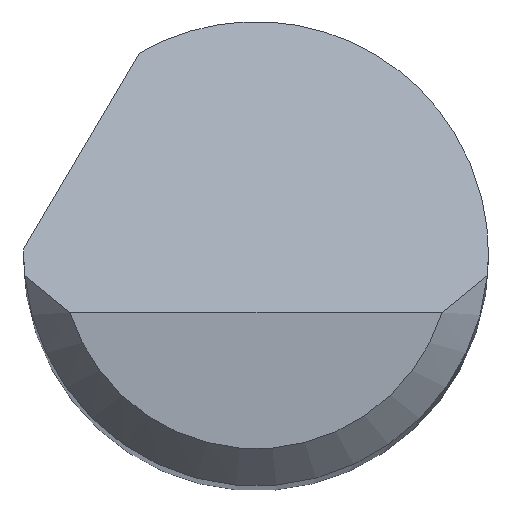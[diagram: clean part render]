
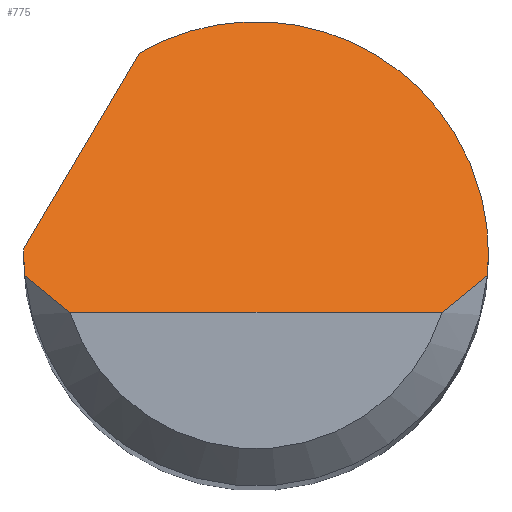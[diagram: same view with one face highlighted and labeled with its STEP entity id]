
A CAD part, top view. The second image highlights one B-rep face of the part: STEP entity #775.
In plain terms, the highlighted planar face has unit normal (0, 0.707, 0.707).
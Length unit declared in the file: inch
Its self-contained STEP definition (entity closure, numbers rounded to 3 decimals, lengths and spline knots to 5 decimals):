
#21 = EDGE_CURVE ( 'NONE', #765, #701, #204, .T. ) ;
#23 =( BOUNDED_CURVE ( )  B_SPLINE_CURVE ( 3, ( #654, #531, #178, #614 ),
 .UNSPECIFIED., .F., .F. ) 
 B_SPLINE_CURVE_WITH_KNOTS ( ( 4, 4 ),
 ( 4.71239, 4.73372 ),
 .UNSPECIFIED. ) 
 CURVE ( )  GEOMETRIC_REPRESENTATION_ITEM ( )  RATIONAL_B_SPLINE_CURVE ( ( 1., 1., 1., 1. ) ) 
 REPRESENTATION_ITEM ( '' )  );
#38 = CARTESIAN_POINT ( 'NONE',  ( 0., -0.02375, 1.5 ) ) ;
#51 = CARTESIAN_POINT ( 'NONE',  ( -0.09334, -0.00875, 1.485 ) ) ;
#70 = VERTEX_POINT ( 'NONE', #51 ) ;
#75 = CARTESIAN_POINT ( 'NONE',  ( 0.02324, 0.12193, 1.35432 ) ) ;
#90 = CARTESIAN_POINT ( 'NONE',  ( -0.08761, -0.01397, 1.49022 ) ) ;
#92 = CARTESIAN_POINT ( 'NONE',  ( 0.08761, -0.01397, 1.49022 ) ) ;
#105 = CARTESIAN_POINT ( 'NONE',  ( -0.09361, -0.00584, 1.48209 ) ) ;
#110 = CARTESIAN_POINT ( 'NONE',  ( -0.09375, 0., 1.47625 ) ) ;
#132 = CARTESIAN_POINT ( 'NONE',  ( -0.09375, -0.02375, 1.5 ) ) ;
#137 = VECTOR ( 'NONE', #785, 39.37008 ) ;
#139 = CARTESIAN_POINT ( 'NONE',  ( -0.0471, 0.08106, 1.39519 ) ) ;
#150 = LINE ( 'NONE', #400, #836 ) ;
#171 = CARTESIAN_POINT ( 'NONE',  ( -0.09334, -0.00875, 1.485 ) ) ;
#172 = EDGE_CURVE ( 'NONE', #511, #486, #655, .T. ) ;
#176 = CARTESIAN_POINT ( 'NONE',  ( 0.07508, -0.02375, 1.5 ) ) ;
#178 = CARTESIAN_POINT ( 'NONE',  ( -0.09374, 0.00133, 1.47492 ) ) ;
#191 = ORIENTED_EDGE ( 'NONE', *, *, #493, .F. ) ;
#204 =( BOUNDED_CURVE ( )  B_SPLINE_CURVE ( 3, ( #139, #75, #588, #768 ),
 .UNSPECIFIED., .F., .T. ) 
 B_SPLINE_CURVE_WITH_KNOTS ( ( 4, 4 ),
 ( 5.75677, 7.85398 ),
 .UNSPECIFIED. ) 
 CURVE ( )  GEOMETRIC_REPRESENTATION_ITEM ( )  RATIONAL_B_SPLINE_CURVE ( ( 1., 0.666, 0.666, 1. ) ) 
 REPRESENTATION_ITEM ( '' )  );
#234 = ORIENTED_EDGE ( 'NONE', *, *, #509, .F. ) ;
#254 = CARTESIAN_POINT ( 'NONE',  ( 0.09334, -0.00875, 1.485 ) ) ;
#258 = FACE_OUTER_BOUND ( 'NONE', #711, .T. ) ;
#260 = ORIENTED_EDGE ( 'NONE', *, *, #435, .T. ) ;
#262 = ORIENTED_EDGE ( 'NONE', *, *, #746, .F. ) ;
#285 =( BOUNDED_CURVE ( )  B_SPLINE_CURVE ( 3, ( #171, #105, #359, #110 ),
 .UNSPECIFIED., .F., .T. ) 
 B_SPLINE_CURVE_WITH_KNOTS ( ( 4, 4 ),
 ( 4.61892, 4.71239 ),
 .UNSPECIFIED. ) 
 CURVE ( )  GEOMETRIC_REPRESENTATION_ITEM ( )  RATIONAL_B_SPLINE_CURVE ( ( 1., 0.999, 0.999, 1. ) ) 
 REPRESENTATION_ITEM ( '' )  );
#305 = ORIENTED_EDGE ( 'NONE', *, *, #21, .F. ) ;
#326 = EDGE_CURVE ( 'NONE', #376, #765, #150, .T. ) ;
#327 = CARTESIAN_POINT ( 'NONE',  ( 0.09361, -0.00584, 1.48209 ) ) ;
#333 = AXIS2_PLACEMENT_3D ( 'NONE', #132, #577, #395 ) ;
#343 = CARTESIAN_POINT ( 'NONE',  ( -0.07508, -0.02375, 1.5 ) ) ;
#359 = CARTESIAN_POINT ( 'NONE',  ( -0.09375, -0.00292, 1.47917 ) ) ;
#363 = CARTESIAN_POINT ( 'NONE',  ( 0.07508, -0.02375, 1.5 ) ) ;
#365 = ORIENTED_EDGE ( 'NONE', *, *, #632, .T. ) ;
#376 = VERTEX_POINT ( 'NONE', #426 ) ;
#387 = CARTESIAN_POINT ( 'NONE',  ( -0.0471, 0.08106, 1.39519 ) ) ;
#389 = ORIENTED_EDGE ( 'NONE', *, *, #172, .T. ) ;
#394 = CARTESIAN_POINT ( 'NONE',  ( 0.09334, -0.00875, 1.485 ) ) ;
#395 = DIRECTION ( 'NONE',  ( 0., 0.707, -0.707 ) ) ;
#397 = B_SPLINE_CURVE_WITH_KNOTS ( 'NONE', 3,
 ( #725, #90, #468, #343 ),
 .UNSPECIFIED., .F., .F.,
 ( 4, 4 ),
 ( 0., 0.00071 ),
 .UNSPECIFIED. ) ;
#400 = CARTESIAN_POINT ( 'NONE',  ( -0.10667, -0.01994, 1.49619 ) ) ;
#426 = CARTESIAN_POINT ( 'NONE',  ( -0.09373, 0.002, 1.47425 ) ) ;
#431 = ORIENTED_EDGE ( 'NONE', *, *, #326, .F. ) ;
#435 = EDGE_CURVE ( 'NONE', #734, #511, #494, .T. ) ;
#468 = CARTESIAN_POINT ( 'NONE',  ( -0.08157, -0.019, 1.49525 ) ) ;
#476 = CARTESIAN_POINT ( 'NONE',  ( 0.09334, -0.00875, 1.485 ) ) ;
#486 = VERTEX_POINT ( 'NONE', #394 ) ;
#493 = EDGE_CURVE ( 'NONE', #512, #376, #23, .T. ) ;
#494 = LINE ( 'NONE', #38, #137 ) ;
#509 = EDGE_CURVE ( 'NONE', #70, #512, #285, .T. ) ;
#510 = CARTESIAN_POINT ( 'NONE',  ( 0.09375, 0., 1.47625 ) ) ;
#511 = VERTEX_POINT ( 'NONE', #363 ) ;
#512 = VERTEX_POINT ( 'NONE', #558 ) ;
#515 = PLANE ( 'NONE',  #333 ) ;
#531 = CARTESIAN_POINT ( 'NONE',  ( -0.09375, 0.00067, 1.47558 ) ) ;
#553 = DIRECTION ( 'NONE',  ( 0.385, 0.653, -0.653 ) ) ;
#558 = CARTESIAN_POINT ( 'NONE',  ( -0.09375, 0., 1.47625 ) ) ;
#577 = DIRECTION ( 'NONE',  ( 0., -0.707, -0.707 ) ) ;
#581 = CARTESIAN_POINT ( 'NONE',  ( -0.07508, -0.02375, 1.5 ) ) ;
#588 = CARTESIAN_POINT ( 'NONE',  ( 0.09375, 0.08136, 1.39489 ) ) ;
#598 = CARTESIAN_POINT ( 'NONE',  ( 0.08157, -0.019, 1.49525 ) ) ;
#614 = CARTESIAN_POINT ( 'NONE',  ( -0.09373, 0.002, 1.47425 ) ) ;
#632 = EDGE_CURVE ( 'NONE', #70, #734, #397, .T. ) ;
#652 = CARTESIAN_POINT ( 'NONE',  ( 0.09375, -0.00292, 1.47917 ) ) ;
#654 = CARTESIAN_POINT ( 'NONE',  ( -0.09375, 0., 1.47625 ) ) ;
#655 = B_SPLINE_CURVE_WITH_KNOTS ( 'NONE', 3,
 ( #176, #598, #92, #476 ),
 .UNSPECIFIED., .F., .F.,
 ( 4, 4 ),
 ( 0., 0.00071 ),
 .UNSPECIFIED. ) ;
#701 = VERTEX_POINT ( 'NONE', #733 ) ;
#711 = EDGE_LOOP ( 'NONE', ( #260, #389, #262, #305, #431, #191, #234, #365 ) ) ;
#725 = CARTESIAN_POINT ( 'NONE',  ( -0.09334, -0.00875, 1.485 ) ) ;
#733 = CARTESIAN_POINT ( 'NONE',  ( 0.09375, 0., 1.47625 ) ) ;
#734 = VERTEX_POINT ( 'NONE', #581 ) ;
#746 = EDGE_CURVE ( 'NONE', #701, #486, #757, .T. ) ;
#757 =( BOUNDED_CURVE ( )  B_SPLINE_CURVE ( 3, ( #510, #652, #327, #254 ),
 .UNSPECIFIED., .F., .F. ) 
 B_SPLINE_CURVE_WITH_KNOTS ( ( 4, 4 ),
 ( 1.5708, 1.66427 ),
 .UNSPECIFIED. ) 
 CURVE ( )  GEOMETRIC_REPRESENTATION_ITEM ( )  RATIONAL_B_SPLINE_CURVE ( ( 1., 0.999, 0.999, 1. ) ) 
 REPRESENTATION_ITEM ( '' )  );
#765 = VERTEX_POINT ( 'NONE', #387 ) ;
#768 = CARTESIAN_POINT ( 'NONE',  ( 0.09375, 0., 1.47625 ) ) ;
#775 = ADVANCED_FACE ( 'NONE', ( #258 ), #515, .F. ) ;
#785 = DIRECTION ( 'NONE',  ( 1., 0., 0. ) ) ;
#836 = VECTOR ( 'NONE', #553, 39.37008 ) ;
